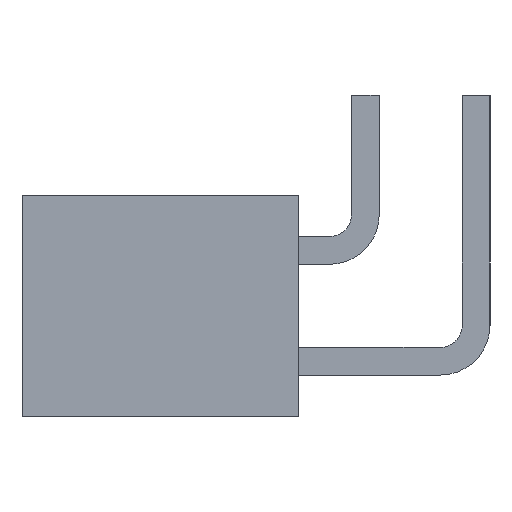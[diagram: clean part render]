
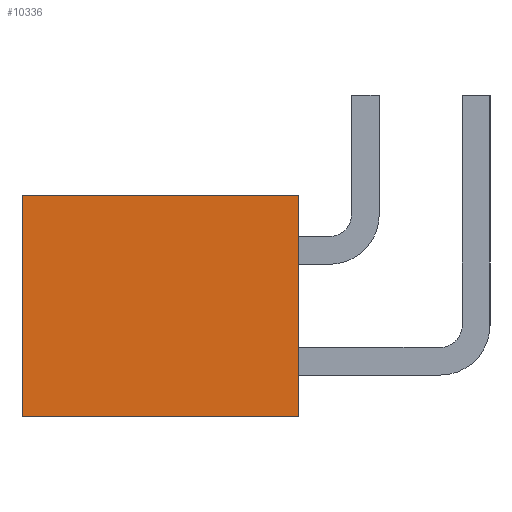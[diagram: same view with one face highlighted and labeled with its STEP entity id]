
A CAD part, left-side view. The second image highlights one B-rep face of the part: STEP entity #10336.
In plain terms, the highlighted planar face has unit normal (-1, 0, 0).
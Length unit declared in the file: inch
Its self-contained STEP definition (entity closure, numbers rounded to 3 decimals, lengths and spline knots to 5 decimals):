
#965=ORIENTED_EDGE('',*,*,#3808,.T.);
#966=ORIENTED_EDGE('',*,*,#3794,.F.);
#967=ORIENTED_EDGE('',*,*,#3292,.F.);
#968=ORIENTED_EDGE('',*,*,#3791,.T.);
#3292=EDGE_CURVE('',#4804,#4805,#5802,.T.);
#3791=EDGE_CURVE('',#4804,#5175,#6291,.T.);
#3794=EDGE_CURVE('',#4805,#5176,#6294,.T.);
#3808=EDGE_CURVE('',#5175,#5176,#6308,.T.);
#4804=VERTEX_POINT('',#14220);
#4805=VERTEX_POINT('',#14222);
#5175=VERTEX_POINT('',#15228);
#5176=VERTEX_POINT('',#15234);
#5802=LINE('',#14221,#7194);
#6291=LINE('',#15229,#7683);
#6294=LINE('',#15233,#7686);
#6308=LINE('',#15251,#7700);
#7194=VECTOR('',#11481,39.37008);
#7683=VECTOR('',#12266,39.37008);
#7686=VECTOR('',#12271,39.37008);
#7700=VECTOR('',#12287,39.37008);
#8706=EDGE_LOOP('',(#965,#966,#967,#968));
#9296=FACE_BOUND('',#8706,.T.);
#9866=PLANE('',#10924);
#10336=ADVANCED_FACE('',(#9296),#9866,.F.);
#10924=AXIS2_PLACEMENT_3D('',#15252,#12288,#12289);
#11481=DIRECTION('',(0.,0.,1.));
#12266=DIRECTION('',(0.,-1.,0.));
#12271=DIRECTION('',(0.,-1.,0.));
#12287=DIRECTION('',(0.,0.,1.));
#12288=DIRECTION('',(1.,0.,0.));
#12289=DIRECTION('',(0.,0.,-1.));
#14220=CARTESIAN_POINT('',(-0.51,0.25,-0.1));
#14221=CARTESIAN_POINT('',(-0.51,0.25,-0.1));
#14222=CARTESIAN_POINT('',(-0.51,0.25,0.1));
#15228=CARTESIAN_POINT('',(-0.51,0.,-0.1));
#15229=CARTESIAN_POINT('',(-0.51,0.25,-0.1));
#15233=CARTESIAN_POINT('',(-0.51,0.25,0.1));
#15234=CARTESIAN_POINT('',(-0.51,0.,0.1));
#15251=CARTESIAN_POINT('',(-0.51,0.,-0.1));
#15252=CARTESIAN_POINT('',(-0.51,0.25,-0.1));
